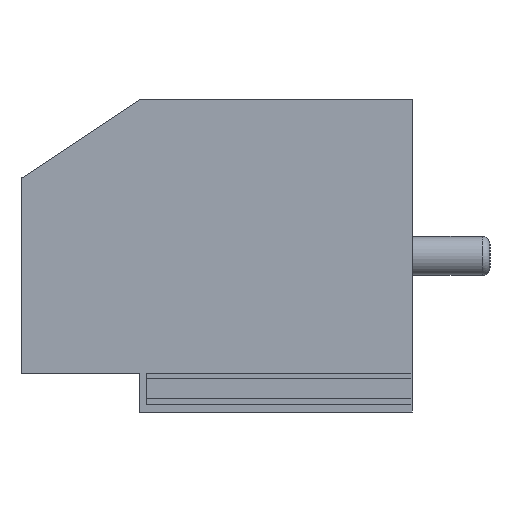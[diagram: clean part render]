
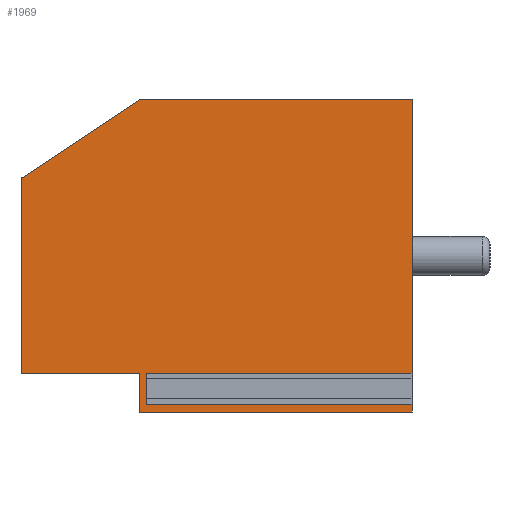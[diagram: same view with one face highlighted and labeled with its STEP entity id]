
A CAD part, left-side view. The second image highlights one B-rep face of the part: STEP entity #1969.
In plain terms, the highlighted planar face has unit normal (-1, 0, 0).
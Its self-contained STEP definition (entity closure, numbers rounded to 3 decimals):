
#105=PLANE('',#2146);
#190=FACE_OUTER_BOUND('',#305,.T.);
#305=EDGE_LOOP('',(#1552,#1553,#1554,#1555,#1556,#1557,#1558,#1559,#1560,
#1561,#1562));
#391=LINE('',#2891,#608);
#413=LINE('',#2939,#630);
#417=LINE('',#2947,#634);
#461=LINE('',#3043,#678);
#467=LINE('',#3054,#684);
#468=LINE('',#3056,#685);
#469=LINE('',#3059,#686);
#472=LINE('',#3065,#689);
#475=LINE('',#3071,#692);
#478=LINE('',#3077,#695);
#481=LINE('',#3082,#698);
#608=VECTOR('',#2308,1.);
#630=VECTOR('',#2338,1.);
#634=VECTOR('',#2342,1.);
#678=VECTOR('',#2440,1.);
#684=VECTOR('',#2450,1.);
#685=VECTOR('',#2453,1.);
#686=VECTOR('',#2456,1.);
#689=VECTOR('',#2461,1.);
#692=VECTOR('',#2466,1.);
#695=VECTOR('',#2471,1.);
#698=VECTOR('',#2476,1.);
#884=VERTEX_POINT('',#2888);
#885=VERTEX_POINT('',#2890);
#907=VERTEX_POINT('',#2938);
#910=VERTEX_POINT('',#2944);
#911=VERTEX_POINT('',#2946);
#936=VERTEX_POINT('',#3042);
#939=VERTEX_POINT('',#3052);
#940=VERTEX_POINT('',#3058);
#942=VERTEX_POINT('',#3064);
#944=VERTEX_POINT('',#3070);
#946=VERTEX_POINT('',#3076);
#1073=EDGE_CURVE('',#885,#884,#391,.T.);
#1098=EDGE_CURVE('',#885,#907,#413,.T.);
#1102=EDGE_CURVE('',#910,#911,#417,.T.);
#1149=EDGE_CURVE('',#936,#907,#461,.T.);
#1155=EDGE_CURVE('',#910,#939,#467,.T.);
#1156=EDGE_CURVE('',#939,#936,#468,.T.);
#1157=EDGE_CURVE('',#884,#940,#469,.T.);
#1160=EDGE_CURVE('',#942,#940,#472,.T.);
#1163=EDGE_CURVE('',#944,#942,#475,.T.);
#1166=EDGE_CURVE('',#946,#944,#478,.T.);
#1169=EDGE_CURVE('',#911,#946,#481,.T.);
#1552=ORIENTED_EDGE('',*,*,#1149,.T.);
#1553=ORIENTED_EDGE('',*,*,#1098,.F.);
#1554=ORIENTED_EDGE('',*,*,#1073,.T.);
#1555=ORIENTED_EDGE('',*,*,#1157,.T.);
#1556=ORIENTED_EDGE('',*,*,#1160,.F.);
#1557=ORIENTED_EDGE('',*,*,#1163,.F.);
#1558=ORIENTED_EDGE('',*,*,#1166,.F.);
#1559=ORIENTED_EDGE('',*,*,#1169,.F.);
#1560=ORIENTED_EDGE('',*,*,#1102,.F.);
#1561=ORIENTED_EDGE('',*,*,#1155,.T.);
#1562=ORIENTED_EDGE('',*,*,#1156,.T.);
#1969=ADVANCED_FACE('',(#190),#105,.F.);
#2146=AXIS2_PLACEMENT_3D('',#3085,#2480,#2481);
#2308=DIRECTION('',(0.,1.,0.));
#2338=DIRECTION('',(0.,0.,-1.));
#2342=DIRECTION('',(0.,0.,-1.));
#2440=DIRECTION('',(0.,-1.,0.));
#2450=DIRECTION('',(0.,1.,0.));
#2453=DIRECTION('',(0.,0.,1.));
#2456=DIRECTION('',(0.,0.832,-0.555));
#2461=DIRECTION('',(0.,0.,1.));
#2466=DIRECTION('',(0.,1.,0.));
#2471=DIRECTION('',(0.,0.,1.));
#2476=DIRECTION('',(0.,1.,0.));
#2480=DIRECTION('center_axis',(1.,0.,0.));
#2481=DIRECTION('ref_axis',(0.,0.,-1.));
#2888=CARTESIAN_POINT('',(-0.5,0.7,0.4));
#2890=CARTESIAN_POINT('',(-0.5,0.,0.4));
#2891=CARTESIAN_POINT('',(-0.5,0.,0.4));
#2938=CARTESIAN_POINT('',(-0.5,0.,-0.315));
#2939=CARTESIAN_POINT('',(-0.5,0.,0.));
#2944=CARTESIAN_POINT('',(-0.5,0.,-0.365));
#2946=CARTESIAN_POINT('',(-0.5,0.,-0.4));
#2947=CARTESIAN_POINT('',(-0.5,0.,0.));
#3042=CARTESIAN_POINT('',(-0.5,0.68,-0.315));
#3043=CARTESIAN_POINT('',(-0.5,0.25,-0.315));
#3052=CARTESIAN_POINT('',(-0.5,0.68,-0.365));
#3054=CARTESIAN_POINT('',(-0.5,0.25,-0.365));
#3056=CARTESIAN_POINT('',(-0.5,0.68,-0.17));
#3058=CARTESIAN_POINT('',(-0.5,1.,0.2));
#3059=CARTESIAN_POINT('',(-0.5,0.7,0.4));
#3064=CARTESIAN_POINT('',(-0.5,1.,-0.3));
#3065=CARTESIAN_POINT('',(-0.5,1.,-0.3));
#3070=CARTESIAN_POINT('',(-0.5,0.7,-0.3));
#3071=CARTESIAN_POINT('',(-0.5,0.7,-0.3));
#3076=CARTESIAN_POINT('',(-0.5,0.7,-0.4));
#3077=CARTESIAN_POINT('',(-0.5,0.7,-0.4));
#3082=CARTESIAN_POINT('',(-0.5,0.,-0.4));
#3085=CARTESIAN_POINT('Origin',(-0.5,0.5,0.));
